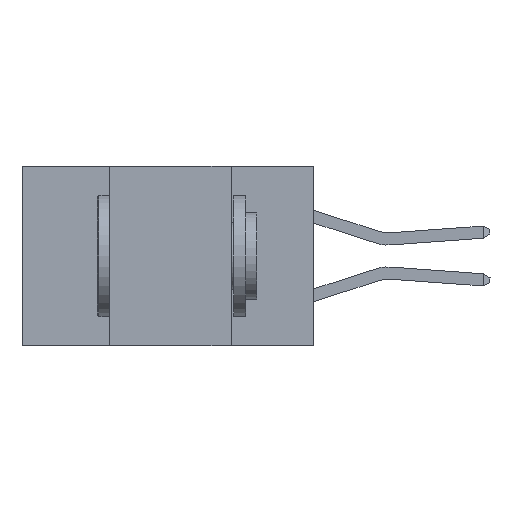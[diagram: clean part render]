
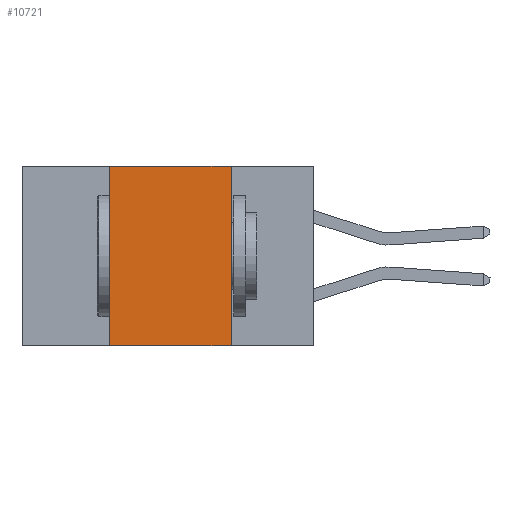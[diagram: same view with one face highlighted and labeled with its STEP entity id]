
A CAD part, left-side view. The second image highlights one B-rep face of the part: STEP entity #10721.
In plain terms, the highlighted planar face has unit normal (-1, 0, 0).
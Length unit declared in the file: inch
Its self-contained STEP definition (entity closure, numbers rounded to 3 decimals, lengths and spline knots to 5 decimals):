
#37 = EDGE_CURVE ( 'NONE', #9122, #4354, #1955, .T. ) ;
#1035 = ORIENTED_EDGE ( 'NONE', *, *, #3971, .F. ) ;
#1082 = EDGE_LOOP ( 'NONE', ( #5576, #3087, #1035, #12240 ) ) ;
#1094 = LINE ( 'NONE', #7853, #7549 ) ;
#1955 = LINE ( 'NONE', #4838, #12693 ) ;
#2288 = CARTESIAN_POINT ( 'NONE',  ( 0., 0.42, 0. ) ) ;
#3023 = DIRECTION ( 'NONE',  ( 1., 0., 0. ) ) ;
#3087 = ORIENTED_EDGE ( 'NONE', *, *, #37, .F. ) ;
#3150 = EDGE_CURVE ( 'NONE', #11352, #10087, #1094, .T. ) ;
#3431 = CARTESIAN_POINT ( 'NONE',  ( 0., 0.17, 0. ) ) ;
#3464 = LINE ( 'NONE', #2288, #3800 ) ;
#3800 = VECTOR ( 'NONE', #6522, 39.37008 ) ;
#3971 = EDGE_CURVE ( 'NONE', #11352, #9122, #3464, .T. ) ;
#4092 = LINE ( 'NONE', #3431, #8923 ) ;
#4112 = CARTESIAN_POINT ( 'NONE',  ( 0., 0.6, 0. ) ) ;
#4354 = VERTEX_POINT ( 'NONE', #11387 ) ;
#4838 = CARTESIAN_POINT ( 'NONE',  ( 0., 0.6, 0. ) ) ;
#5576 = ORIENTED_EDGE ( 'NONE', *, *, #11510, .F. ) ;
#5670 = DIRECTION ( 'NONE',  ( 0., -1., 0. ) ) ;
#6222 = DIRECTION ( 'NONE',  ( 0., 0., -1. ) ) ;
#6337 = CARTESIAN_POINT ( 'NONE',  ( 0., 0.42, -0.37 ) ) ;
#6522 = DIRECTION ( 'NONE',  ( 0., 0., 1. ) ) ;
#7031 = FACE_OUTER_BOUND ( 'NONE', #1082, .T. ) ;
#7407 = CARTESIAN_POINT ( 'NONE',  ( 0., 0.42, 0. ) ) ;
#7549 = VECTOR ( 'NONE', #7778, 39.37008 ) ;
#7778 = DIRECTION ( 'NONE',  ( 0., -1., 0. ) ) ;
#7853 = CARTESIAN_POINT ( 'NONE',  ( 0., 0.6, -0.37 ) ) ;
#8923 = VECTOR ( 'NONE', #9611, 39.37008 ) ;
#9122 = VERTEX_POINT ( 'NONE', #7407 ) ;
#9332 = AXIS2_PLACEMENT_3D ( 'NONE', #4112, #3023, #6222 ) ;
#9611 = DIRECTION ( 'NONE',  ( 0., 0., -1. ) ) ;
#10087 = VERTEX_POINT ( 'NONE', #10312 ) ;
#10312 = CARTESIAN_POINT ( 'NONE',  ( 0., 0.17, -0.37 ) ) ;
#10721 = ADVANCED_FACE ( 'NONE', ( #7031 ), #12279, .F. ) ;
#11352 = VERTEX_POINT ( 'NONE', #6337 ) ;
#11387 = CARTESIAN_POINT ( 'NONE',  ( 0., 0.17, 0. ) ) ;
#11510 = EDGE_CURVE ( 'NONE', #4354, #10087, #4092, .T. ) ;
#12240 = ORIENTED_EDGE ( 'NONE', *, *, #3150, .T. ) ;
#12279 = PLANE ( 'NONE',  #9332 ) ;
#12693 = VECTOR ( 'NONE', #5670, 39.37008 ) ;
